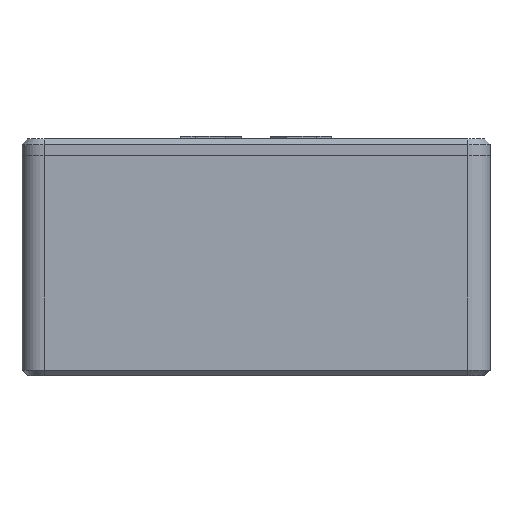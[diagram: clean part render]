
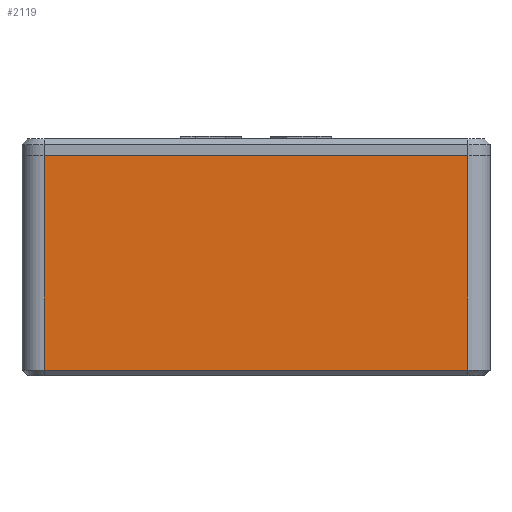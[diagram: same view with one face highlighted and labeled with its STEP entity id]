
A CAD part, front view. The second image highlights one B-rep face of the part: STEP entity #2119.
In plain terms, the highlighted planar face has unit normal (0, -1, 0).
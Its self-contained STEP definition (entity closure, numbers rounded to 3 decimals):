
#256=FACE_OUTER_BOUND('',#402,.T.);
#402=EDGE_LOOP('',(#1653,#1654,#1655,#1656));
#500=LINE('',#3051,#713);
#507=LINE('',#3073,#720);
#513=LINE('',#3103,#726);
#575=LINE('',#3309,#788);
#713=VECTOR('',#2431,10.);
#720=VECTOR('',#2456,10.);
#726=VECTOR('',#2488,10.);
#788=VECTOR('',#2712,10.);
#925=VERTEX_POINT('',#3043);
#927=VERTEX_POINT('',#3049);
#933=VERTEX_POINT('',#3071);
#944=VERTEX_POINT('',#3102);
#1120=EDGE_CURVE('',#927,#925,#500,.T.);
#1132=EDGE_CURVE('',#933,#927,#507,.T.);
#1146=EDGE_CURVE('',#925,#944,#513,.T.);
#1247=EDGE_CURVE('',#944,#933,#575,.T.);
#1653=ORIENTED_EDGE('',*,*,#1120,.F.);
#1654=ORIENTED_EDGE('',*,*,#1132,.F.);
#1655=ORIENTED_EDGE('',*,*,#1247,.F.);
#1656=ORIENTED_EDGE('',*,*,#1146,.F.);
#2016=PLANE('',#2309);
#2119=ADVANCED_FACE('',(#256),#2016,.T.);
#2309=AXIS2_PLACEMENT_3D('',#3308,#2710,#2711);
#2431=DIRECTION('',(-1.,0.,0.));
#2456=DIRECTION('',(0.,0.,-1.));
#2488=DIRECTION('',(0.,0.,1.));
#2710=DIRECTION('center_axis',(0.,-1.,0.));
#2711=DIRECTION('ref_axis',(1.,0.,0.));
#2712=DIRECTION('',(1.,0.,0.));
#3043=CARTESIAN_POINT('',(4.,0.,1.));
#3049=CARTESIAN_POINT('',(81.,0.,1.));
#3051=CARTESIAN_POINT('',(21.25,0.,1.));
#3071=CARTESIAN_POINT('',(81.,0.,40.));
#3073=CARTESIAN_POINT('',(81.,0.,0.));
#3102=CARTESIAN_POINT('',(4.,0.,40.));
#3103=CARTESIAN_POINT('',(4.,0.,0.));
#3308=CARTESIAN_POINT('Origin',(0.,0.,0.));
#3309=CARTESIAN_POINT('',(0.,0.,40.));
